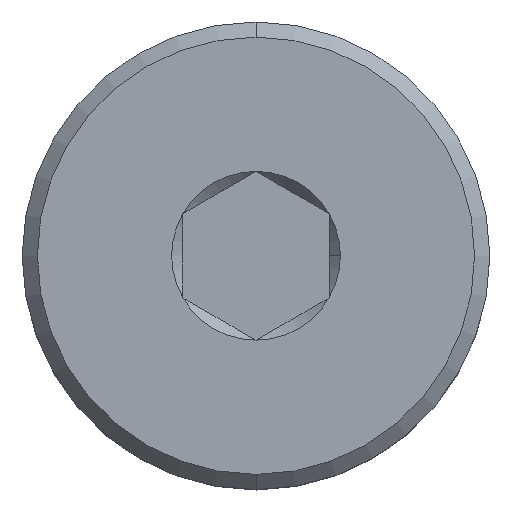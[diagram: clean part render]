
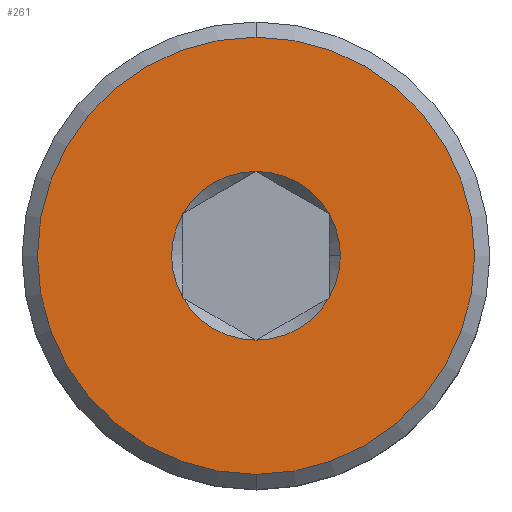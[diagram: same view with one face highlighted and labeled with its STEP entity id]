
A CAD part, top view. The second image highlights one B-rep face of the part: STEP entity #261.
In plain terms, the highlighted planar face has unit normal (0, 0, 1).
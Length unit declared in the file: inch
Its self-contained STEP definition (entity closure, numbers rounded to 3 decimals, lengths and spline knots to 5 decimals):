
#12 = AXIS2_PLACEMENT_3D ( 'NONE', #1922, #573, #1809 ) ;
#54 = CARTESIAN_POINT ( 'NONE',  ( 0., 0., 0. ) ) ;
#71 = PLANE ( 'NONE',  #1763 ) ;
#77 = EDGE_CURVE ( 'NONE', #723, #2068, #376, .T. ) ;
#91 = EDGE_CURVE ( 'NONE', #957, #883, #654, .T. ) ;
#111 = DIRECTION ( 'NONE',  ( 0., 0., 1. ) ) ;
#141 = VERTEX_POINT ( 'NONE', #1511 ) ;
#142 = ORIENTED_EDGE ( 'NONE', *, *, #511, .F. ) ;
#191 = DIRECTION ( 'NONE',  ( 1., 0., 0. ) ) ;
#208 = DIRECTION ( 'NONE',  ( 0., 0., 1. ) ) ;
#261 = ADVANCED_FACE ( 'NONE', ( #321, #651 ), #71, .T. ) ;
#270 = CIRCLE ( 'NONE', #1630, 0.04511 ) ;
#280 = CARTESIAN_POINT ( 'NONE',  ( 0., -0.04511, 0. ) ) ;
#304 = AXIS2_PLACEMENT_3D ( 'NONE', #751, #1692, #1029 ) ;
#315 = EDGE_CURVE ( 'NONE', #778, #2007, #447, .T. ) ;
#321 = FACE_BOUND ( 'NONE', #1913, .T. ) ;
#332 = CARTESIAN_POINT ( 'NONE',  ( 0., 0.04511, 0. ) ) ;
#344 = DIRECTION ( 'NONE',  ( 1., 0., 0. ) ) ;
#367 = CIRCLE ( 'NONE', #737, 0.04511 ) ;
#375 = ORIENTED_EDGE ( 'NONE', *, *, #1007, .F. ) ;
#376 = CIRCLE ( 'NONE', #579, 0.11687 ) ;
#378 = ORIENTED_EDGE ( 'NONE', *, *, #743, .F. ) ;
#406 = DIRECTION ( 'NONE',  ( 0., -1., 0. ) ) ;
#412 = CARTESIAN_POINT ( 'NONE',  ( 0., 0., 0. ) ) ;
#415 = DIRECTION ( 'NONE',  ( 0., 0., 1. ) ) ;
#447 = CIRCLE ( 'NONE', #1859, 0.04511 ) ;
#468 = CARTESIAN_POINT ( 'NONE',  ( 0., 0., 0. ) ) ;
#498 = VERTEX_POINT ( 'NONE', #1278 ) ;
#511 = EDGE_CURVE ( 'NONE', #498, #957, #1011, .T. ) ;
#555 = DIRECTION ( 'NONE',  ( 1., 0., 0. ) ) ;
#573 = DIRECTION ( 'NONE',  ( 0., 0., 1. ) ) ;
#579 = AXIS2_PLACEMENT_3D ( 'NONE', #1740, #807, #1442 ) ;
#618 = EDGE_CURVE ( 'NONE', #883, #778, #270, .T. ) ;
#632 = EDGE_CURVE ( 'NONE', #2068, #723, #1068, .T. ) ;
#647 = CARTESIAN_POINT ( 'NONE',  ( 0., 0., 0. ) ) ;
#651 = FACE_OUTER_BOUND ( 'NONE', #858, .T. ) ;
#654 = CIRCLE ( 'NONE', #829, 0.04511 ) ;
#668 = CARTESIAN_POINT ( 'NONE',  ( 0., 0., 0. ) ) ;
#688 = AXIS2_PLACEMENT_3D ( 'NONE', #668, #1781, #854 ) ;
#721 = ORIENTED_EDGE ( 'NONE', *, *, #618, .F. ) ;
#723 = VERTEX_POINT ( 'NONE', #1082 ) ;
#737 = AXIS2_PLACEMENT_3D ( 'NONE', #793, #1262, #555 ) ;
#743 = EDGE_CURVE ( 'NONE', #141, #1735, #367, .T. ) ;
#751 = CARTESIAN_POINT ( 'NONE',  ( 0., 0., 0. ) ) ;
#778 = VERTEX_POINT ( 'NONE', #332 ) ;
#793 = CARTESIAN_POINT ( 'NONE',  ( 0., 0., 0. ) ) ;
#807 = DIRECTION ( 'NONE',  ( 0., 0., 1. ) ) ;
#829 = AXIS2_PLACEMENT_3D ( 'NONE', #468, #208, #191 ) ;
#854 = DIRECTION ( 'NONE',  ( 1., 0., 0. ) ) ;
#858 = EDGE_LOOP ( 'NONE', ( #1960, #996 ) ) ;
#860 = EDGE_CURVE ( 'NONE', #2007, #141, #1503, .T. ) ;
#866 = DIRECTION ( 'NONE',  ( 0., 0., 1. ) ) ;
#883 = VERTEX_POINT ( 'NONE', #1056 ) ;
#957 = VERTEX_POINT ( 'NONE', #1362 ) ;
#996 = ORIENTED_EDGE ( 'NONE', *, *, #632, .T. ) ;
#1007 = EDGE_CURVE ( 'NONE', #1735, #498, #1624, .T. ) ;
#1011 = CIRCLE ( 'NONE', #304, 0.04511 ) ;
#1029 = DIRECTION ( 'NONE',  ( 1., 0., 0. ) ) ;
#1045 = CARTESIAN_POINT ( 'NONE',  ( -0.03906, 0.02255, 0. ) ) ;
#1056 = CARTESIAN_POINT ( 'NONE',  ( 0.03906, 0.02255, 0. ) ) ;
#1068 = CIRCLE ( 'NONE', #12, 0.11687 ) ;
#1082 = CARTESIAN_POINT ( 'NONE',  ( 0., 0.11687, 0. ) ) ;
#1150 = ORIENTED_EDGE ( 'NONE', *, *, #315, .F. ) ;
#1215 = CARTESIAN_POINT ( 'NONE',  ( 0., -0.11687, 0. ) ) ;
#1262 = DIRECTION ( 'NONE',  ( 0., 0., 1. ) ) ;
#1278 = CARTESIAN_POINT ( 'NONE',  ( 0.03906, -0.02255, 0. ) ) ;
#1321 = AXIS2_PLACEMENT_3D ( 'NONE', #1788, #866, #1911 ) ;
#1362 = CARTESIAN_POINT ( 'NONE',  ( 0.04511, 0., 0. ) ) ;
#1437 = DIRECTION ( 'NONE',  ( 0., 0., 1. ) ) ;
#1442 = DIRECTION ( 'NONE',  ( 0., -1., 0. ) ) ;
#1503 = CIRCLE ( 'NONE', #1321, 0.04511 ) ;
#1511 = CARTESIAN_POINT ( 'NONE',  ( -0.03906, -0.02255, 0. ) ) ;
#1624 = CIRCLE ( 'NONE', #688, 0.04511 ) ;
#1630 = AXIS2_PLACEMENT_3D ( 'NONE', #412, #1437, #1704 ) ;
#1692 = DIRECTION ( 'NONE',  ( 0., 0., 1. ) ) ;
#1704 = DIRECTION ( 'NONE',  ( 1., 0., 0. ) ) ;
#1735 = VERTEX_POINT ( 'NONE', #280 ) ;
#1740 = CARTESIAN_POINT ( 'NONE',  ( 0., 0., 0. ) ) ;
#1754 = ORIENTED_EDGE ( 'NONE', *, *, #860, .F. ) ;
#1763 = AXIS2_PLACEMENT_3D ( 'NONE', #54, #415, #406 ) ;
#1781 = DIRECTION ( 'NONE',  ( 0., 0., 1. ) ) ;
#1788 = CARTESIAN_POINT ( 'NONE',  ( 0., 0., 0. ) ) ;
#1809 = DIRECTION ( 'NONE',  ( 0., -1., 0. ) ) ;
#1821 = ORIENTED_EDGE ( 'NONE', *, *, #91, .F. ) ;
#1859 = AXIS2_PLACEMENT_3D ( 'NONE', #647, #111, #344 ) ;
#1911 = DIRECTION ( 'NONE',  ( 1., 0., 0. ) ) ;
#1913 = EDGE_LOOP ( 'NONE', ( #375, #378, #1754, #1150, #721, #1821, #142 ) ) ;
#1922 = CARTESIAN_POINT ( 'NONE',  ( 0., 0., 0. ) ) ;
#1960 = ORIENTED_EDGE ( 'NONE', *, *, #77, .T. ) ;
#2007 = VERTEX_POINT ( 'NONE', #1045 ) ;
#2068 = VERTEX_POINT ( 'NONE', #1215 ) ;
